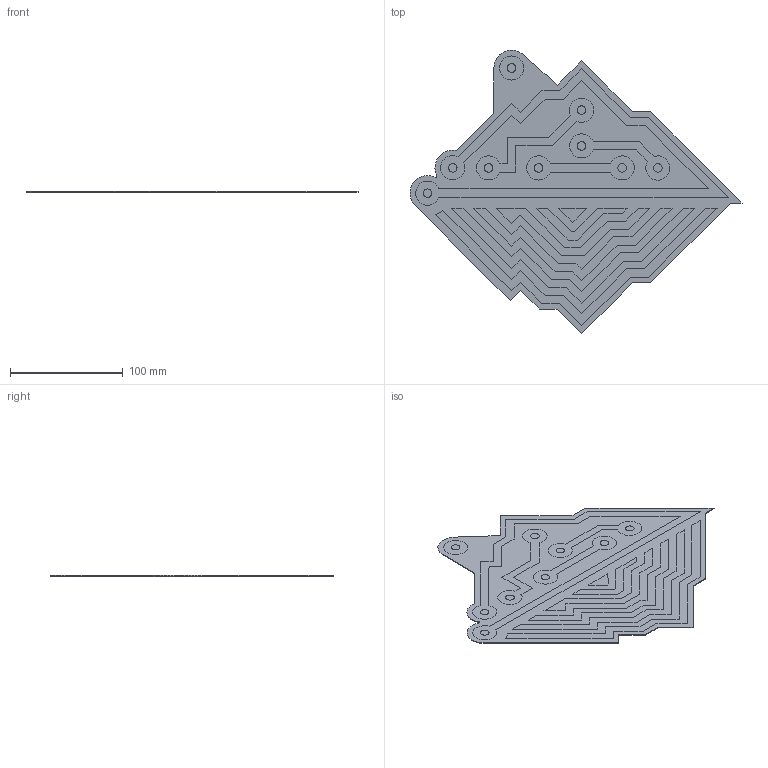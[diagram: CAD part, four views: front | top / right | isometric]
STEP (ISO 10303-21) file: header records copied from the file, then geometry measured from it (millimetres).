
FILE_DESCRIPTION(/* description */ (''),/* implementation_level */ '2;1');
FILE_NAME(/* name */ 'AnnexLogo.step',/* time_stamp */ '2024-04-01T12:24:14-05:00',/* author */ (''),/* organization */ (''),/* preprocessor_version */ 'ST-DEVELOPER v20',/* originating_system */ 'Autodesk Translation Framework v12.20.1.177',/* authorisation */ '');
FILE_SCHEMA (('AUTOMOTIVE_DESIGN { 1 0 10303 214 3 1 1 }'));
Length unit declared in the file: millimetre
Products named in the file (1): AnnexLogo
Bounding box: 294.42 x 251.24 x 1 mm (x, y, z)
Volume: 39663.1 mm3; surface area: 89331.8 mm2
Topology: 21 solids, 21 shells, 496 faces, 1337 edges, 883 vertices
Faces by surface type: plane 378, bspline 74, cylinder 40, cone 4
Full cylindrical faces by diameter (mm): 7.611 x18, 21.39 x2
Entity records: 15581 total; most frequent: CARTESIAN_POINT 3682, ORIENTED_EDGE 2674, DIRECTION 2118, EDGE_CURVE 1337, LINE 1104, VECTOR 1104, VERTEX_POINT 883, EDGE_LOOP 536
